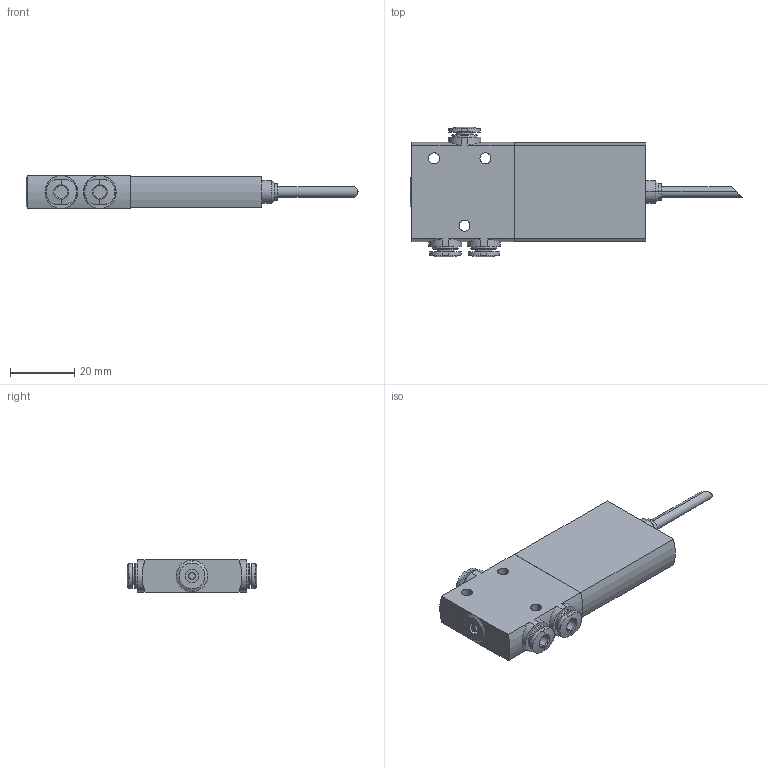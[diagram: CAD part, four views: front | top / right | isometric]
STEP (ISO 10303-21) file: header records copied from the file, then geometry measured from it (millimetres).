
FILE_DESCRIPTION (( 'STEP AP214' ), '1' );
FILE_NAME ('32680~0.STEP', '2019-05-24T10:00:47', ( '' ), ( '' ), 'SwSTEP 2.0', 'SolidWorks 2018', '' );
FILE_SCHEMA (( 'AUTOMOTIVE_DESIGN' ));
Length unit declared in the file: millimetre
Products named in the file (1): 32680~0
Bounding box: 103.5 x 40.4 x 10 mm (x, y, z)
Volume: 22456.1 mm3; surface area: 8016.3 mm2
Topology: 1 solids, 1 shells, 122 faces, 290 edges, 186 vertices
Faces by surface type: cylinder 55, plane 33, bspline 18, cone 16
Entity records: 5782 total; most frequent: CARTESIAN_POINT 1625, ORIENTED_EDGE 580, DIRECTION 574, EDGE_CURVE 290, AXIS2_PLACEMENT_3D 229, VERTEX_POINT 186, EDGE_LOOP 144, UNCERTAINTY_MEASURE_WITH_UNIT 125
